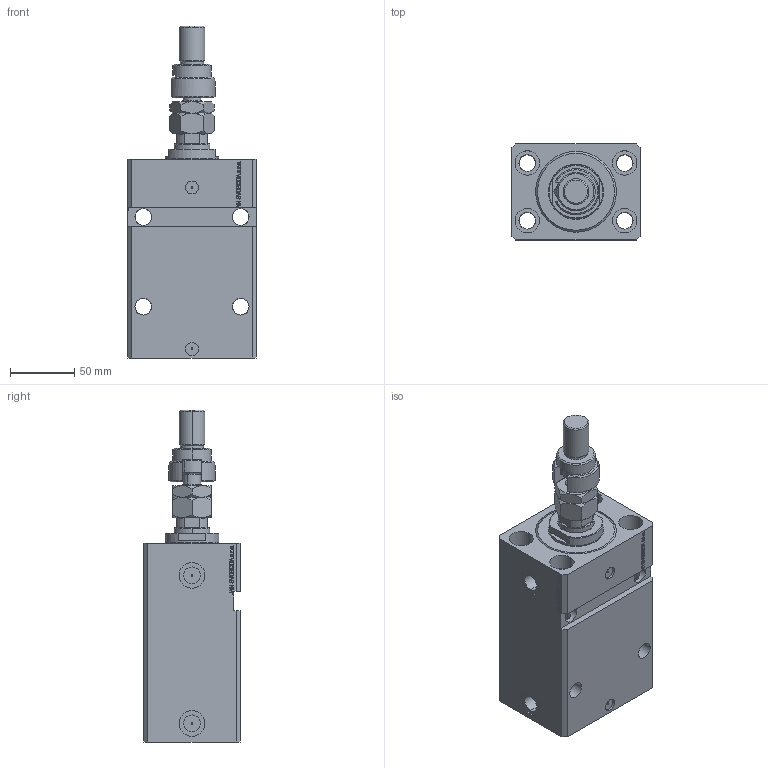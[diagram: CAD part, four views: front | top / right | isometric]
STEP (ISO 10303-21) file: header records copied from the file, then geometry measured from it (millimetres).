
FILE_DESCRIPTION (( 'STEP AP203' ), '1' );
FILE_NAME ('5189.STEP', '2023-10-07T16:16:08', ( '' ), ( '' ), 'SwSTEP 2.0', 'SolidWorks 2019', '' );
FILE_SCHEMA (( 'CONFIG_CONTROL_DESIGN' ));
Length unit declared in the file: millimetre
Products named in the file (7): DFA e6876562fd424a5a2b2fd641bcffcc34; FEMALE_PART_FOR_DFA e6876562fd424a5a2b2fd641bcffcc34; 5189; V250CE_C_VCP e6876562fd424a5a2b2fd641bcffcc34; MFA e6876562fd424a5a2b2fd641bcffcc34; V250CE_VC_E e6876562fd424a5a2b2fd641bcffcc34; V250CE_E_Body e6876562fd424a5a2b2fd641bcffcc34
Assembly tree (6 placements, depth 3):
  5189
    V250CE_E_Body e6876562fd424a5a2b2fd641bcffcc34
    V250CE_C_VCP e6876562fd424a5a2b2fd641bcffcc34
    V250CE_VC_E e6876562fd424a5a2b2fd641bcffcc34
    DFA e6876562fd424a5a2b2fd641bcffcc34
      FEMALE_PART_FOR_DFA e6876562fd424a5a2b2fd641bcffcc34
      MFA e6876562fd424a5a2b2fd641bcffcc34
Bounding box: 100 x 75 x 259 mm (x, y, z)
Volume: 968084.4 mm3; surface area: 175544.9 mm2
Topology: 5 solids, 5 shells, 1039 faces, 2640 edges, 1707 vertices
Faces by surface type: plane 491, bspline 357, cylinder 129, cone 52, torus 10
Entity records: 48799 total; most frequent: CARTESIAN_POINT 25449, ORIENTED_EDGE 5276, DIRECTION 3452, EDGE_CURVE 2638, VERTEX_POINT 1707, LINE 1556, VECTOR 1556, EDGE_LOOP 1181
